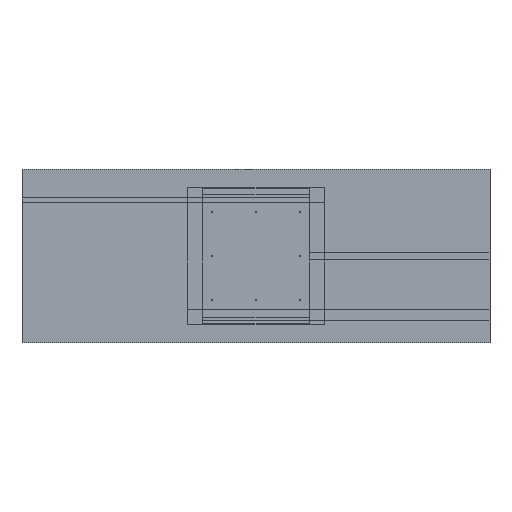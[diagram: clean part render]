
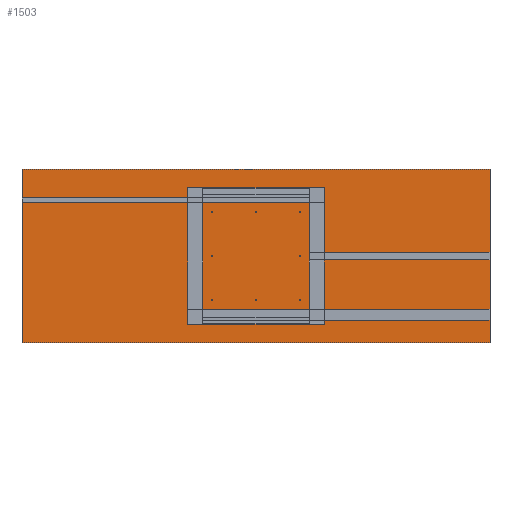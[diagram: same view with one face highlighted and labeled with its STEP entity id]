
A CAD part, top view. The second image highlights one B-rep face of the part: STEP entity #1503.
In plain terms, the highlighted planar face has unit normal (0, 0, 1).
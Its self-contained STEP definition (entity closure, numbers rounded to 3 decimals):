
#1374 = VERTEX_POINT('',#1375);
#1375 = CARTESIAN_POINT('',(-127.,-47.,0.3));
#1390 = VERTEX_POINT('',#1391);
#1391 = CARTESIAN_POINT('',(-127.,47.,0.3));
#1397 = EDGE_CURVE('',#1374,#1390,#1398,.T.);
#1398 = LINE('',#1399,#1400);
#1399 = CARTESIAN_POINT('',(-127.,-47.,0.3));
#1400 = VECTOR('',#1401,1.);
#1401 = DIRECTION('',(-0.,1.,0.));
#1414 = VERTEX_POINT('',#1415);
#1415 = CARTESIAN_POINT('',(127.,-47.,0.3));
#1430 = VERTEX_POINT('',#1431);
#1431 = CARTESIAN_POINT('',(127.,47.,0.3));
#1437 = EDGE_CURVE('',#1414,#1430,#1438,.T.);
#1438 = LINE('',#1439,#1440);
#1439 = CARTESIAN_POINT('',(127.,-47.,0.3));
#1440 = VECTOR('',#1441,1.);
#1441 = DIRECTION('',(-0.,1.,0.));
#1458 = EDGE_CURVE('',#1374,#1414,#1459,.T.);
#1459 = LINE('',#1460,#1461);
#1460 = CARTESIAN_POINT('',(-127.,-47.,0.3));
#1461 = VECTOR('',#1462,1.);
#1462 = DIRECTION('',(1.,0.,-0.));
#1480 = EDGE_CURVE('',#1390,#1430,#1481,.T.);
#1481 = LINE('',#1482,#1483);
#1482 = CARTESIAN_POINT('',(-127.,47.,0.3));
#1483 = VECTOR('',#1484,1.);
#1484 = DIRECTION('',(1.,0.,-0.));
#1503 = ADVANCED_FACE('',(#1504),#1510,.T.);
#1504 = FACE_BOUND('',#1505,.T.);
#1505 = EDGE_LOOP('',(#1506,#1507,#1508,#1509));
#1506 = ORIENTED_EDGE('',*,*,#1397,.F.);
#1507 = ORIENTED_EDGE('',*,*,#1458,.T.);
#1508 = ORIENTED_EDGE('',*,*,#1437,.T.);
#1509 = ORIENTED_EDGE('',*,*,#1480,.F.);
#1510 = PLANE('',#1511);
#1511 = AXIS2_PLACEMENT_3D('',#1512,#1513,#1514);
#1512 = CARTESIAN_POINT('',(-127.,-47.,0.3));
#1513 = DIRECTION('',(0.,0.,1.));
#1514 = DIRECTION('',(1.,0.,-0.));
